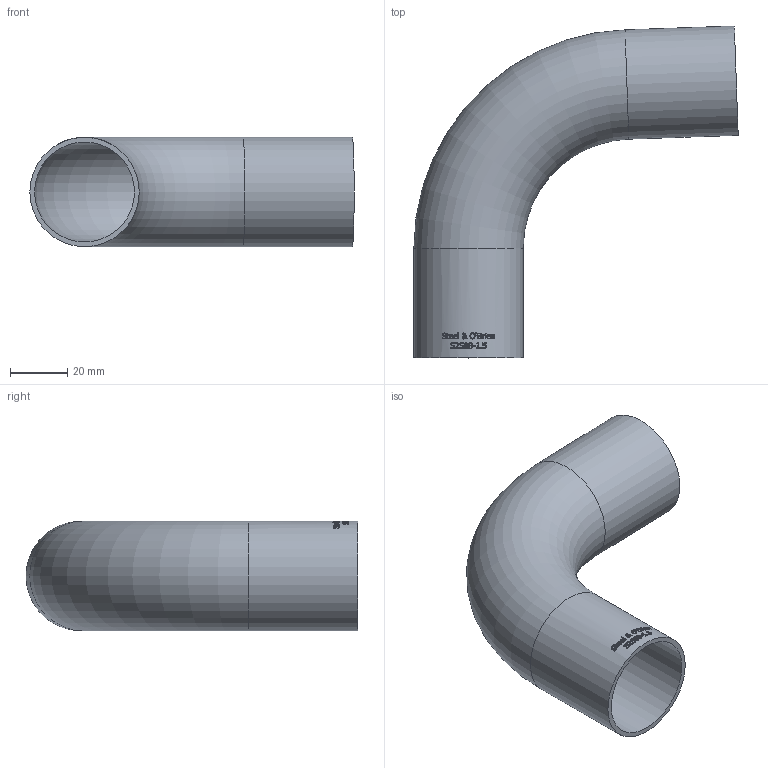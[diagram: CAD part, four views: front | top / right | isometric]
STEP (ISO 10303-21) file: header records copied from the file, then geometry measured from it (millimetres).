
FILE_DESCRIPTION(/* description */ (''),/* implementation_level */ '2;1');
FILE_NAME(/* name */ 'S2S88-1.5.stp',/* time_stamp */ '2018-11-27T14:53:24-05:00',/* author */ ('ken'),/* organization */ (''),/* preprocessor_version */ 'ST-DEVELOPER v15.2',/* originating_system */ 'Autodesk Inventor 2014',/* authorisation */ '');
FILE_SCHEMA (('AUTOMOTIVE_DESIGN { 1 0 10303 214 3 1 1 }'));
Length unit declared in the file: inch
Products named in the file (1): S2S88-15
Bounding box: 112.95 x 115.58 x 38.1 mm (x, y, z)
Volume: 30997.4 mm3; surface area: 37954.1 mm2
Topology: 1 solids, 1 shells, 380 faces, 1025 edges, 682 vertices
Faces by surface type: bspline 214, plane 125, cylinder 39, torus 2
Full cylindrical faces by diameter (mm): 34.798 x2, 38.1 x2
Entity records: 16034 total; most frequent: CARTESIAN_POINT 7791, ORIENTED_EDGE 2038, DIRECTION 1061, EDGE_CURVE 1019, VERTEX_POINT 682, LINE 455, VECTOR 455, B_SPLINE_CURVE_WITH_KNOTS 428
